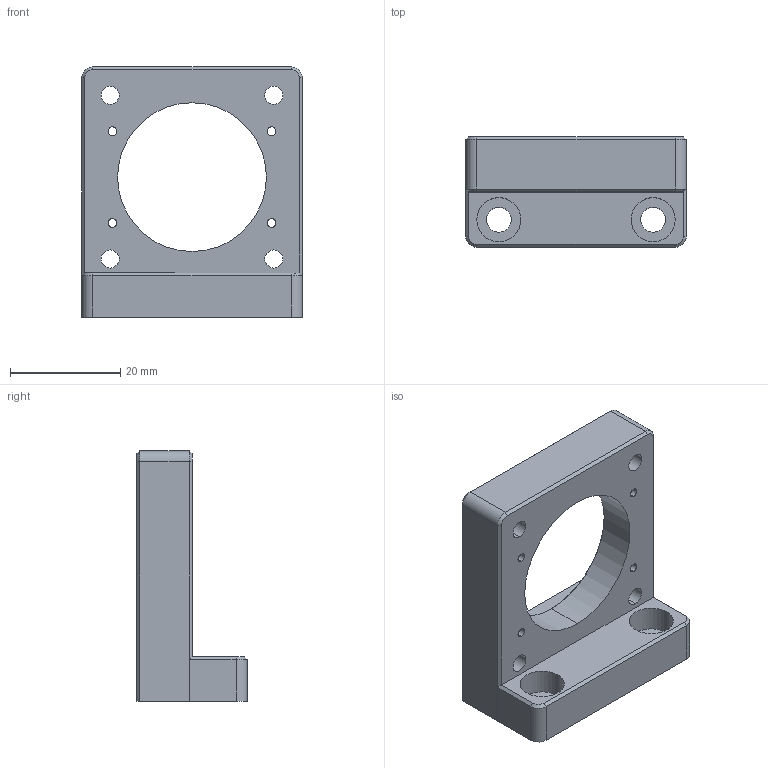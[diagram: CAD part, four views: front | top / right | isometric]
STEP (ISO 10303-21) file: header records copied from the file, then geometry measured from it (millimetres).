
FILE_DESCRIPTION (( 'STEP AP203' ), '1' );
FILE_NAME ('4_fiberport_stage.STEP', '2021-09-30T02:51:00', ( '' ), ( '' ), 'SwSTEP 2.0', 'SolidWorks 2020', '' );
FILE_SCHEMA (( 'CONFIG_CONTROL_DESIGN' ));
Length unit declared in the file: millimetre
Products named in the file (1): 4_fiberport_stage
Bounding box: 40 x 20 x 45.4 mm (x, y, z)
Volume: 13151.3 mm3; surface area: 6825.2 mm2
Topology: 1 solids, 1 shells, 73 faces, 184 edges, 114 vertices
Faces by surface type: cylinder 36, plane 25, cone 12
Entity records: 2291 total; most frequent: DIRECTION 408, CARTESIAN_POINT 368, ORIENTED_EDGE 360, EDGE_CURVE 180, AXIS2_PLACEMENT_3D 154, VERTEX_POINT 114, LINE 100, EDGE_LOOP 100
